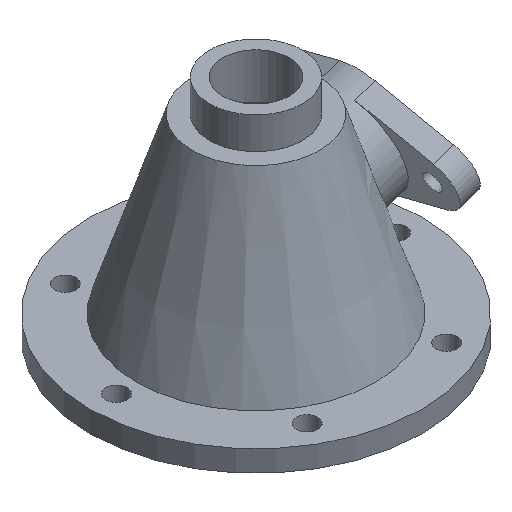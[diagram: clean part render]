
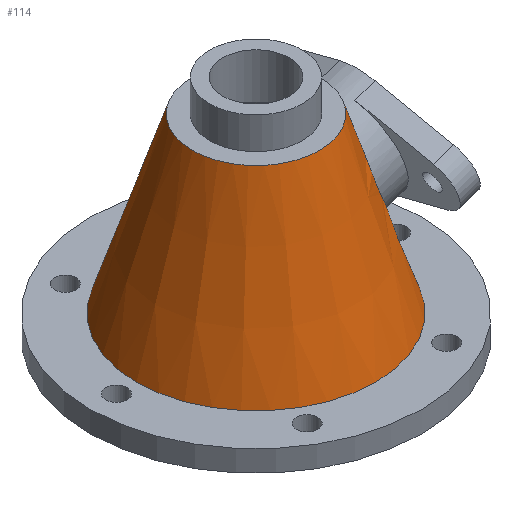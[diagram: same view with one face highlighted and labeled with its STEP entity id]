
A CAD part, isometric view. The second image highlights one B-rep face of the part: STEP entity #114.
In plain terms, the highlighted conical face has half-angle 17.987 degrees and reference radius 23.896 mm.
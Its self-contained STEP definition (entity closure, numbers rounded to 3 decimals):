
#114=ADVANCED_FACE('',(#187,#188,#189),#133,.T.);
#133=CONICAL_SURFACE('',#554,23.896,17.987);
#149=CIRCLE('',#552,23.896);
#150=CIRCLE('',#553,45.);
#187=FACE_BOUND('',#259,.T.);
#188=FACE_BOUND('',#260,.T.);
#189=FACE_BOUND('',#261,.T.);
#259=EDGE_LOOP('',(#369));
#260=EDGE_LOOP('',(#370));
#261=EDGE_LOOP('',(#371));
#369=ORIENTED_EDGE('',*,*,#498,.T.);
#370=ORIENTED_EDGE('',*,*,#499,.F.);
#371=ORIENTED_EDGE('',*,*,#489,.T.);
#437=VERTEX_POINT('',#853);
#443=VERTEX_POINT('',#875);
#444=VERTEX_POINT('',#877);
#489=EDGE_CURVE('',#437,#437,#521,.T.);
#498=EDGE_CURVE('',#443,#443,#149,.T.);
#499=EDGE_CURVE('',#444,#444,#150,.T.);
#521=B_SPLINE_CURVE_WITH_KNOTS('',3,(#819,#820,#821,#822,#823,#824,#825,
#826,#827,#828,#829,#830,#831,#832,#833,#834,#835,#836,#837,#838,#839,#840,
#841,#842,#843,#844,#845,#846,#847,#848,#849,#850,#851,#852),
 .UNSPECIFIED.,.T.,.F.,(2,2,2,2,2,2,2,2,2,2,2,2,2,2,2,2,2,2,2),(-0.063,
0.,0.062,0.125,0.188,0.25,0.313,0.375,0.438,0.5,0.563,
0.625,0.688,0.75,0.813,0.875,0.938,1.,1.063),.UNSPECIFIED.);
#552=AXIS2_PLACEMENT_3D('',#874,#664,#665);
#553=AXIS2_PLACEMENT_3D('',#876,#666,#667);
#554=AXIS2_PLACEMENT_3D('',#878,#668,#669);
#664=DIRECTION('',(0.,0.,-1.));
#665=DIRECTION('',(-1.,0.,0.));
#666=DIRECTION('',(0.,0.,-1.));
#667=DIRECTION('',(-1.,0.,0.));
#668=DIRECTION('',(0.,0.,-1.));
#669=DIRECTION('',(-1.,0.,0.));
#819=CARTESIAN_POINT('',(36.909,-9.825,29.184));
#820=CARTESIAN_POINT('',(34.64,-14.024,31.725));
#821=CARTESIAN_POINT('',(33.296,-15.752,33.293));
#822=CARTESIAN_POINT('',(30.49,-18.43,37.014));
#823=CARTESIAN_POINT('',(29.056,-19.345,39.136));
#824=CARTESIAN_POINT('',(26.604,-20.168,43.828));
#825=CARTESIAN_POINT('',(25.618,-20.049,46.407));
#826=CARTESIAN_POINT('',(24.53,-18.766,51.475));
#827=CARTESIAN_POINT('',(24.415,-17.609,53.977));
#828=CARTESIAN_POINT('',(24.695,-14.552,58.414));
#829=CARTESIAN_POINT('',(25.067,-12.664,60.353));
#830=CARTESIAN_POINT('',(25.786,-8.334,63.394));
#831=CARTESIAN_POINT('',(26.136,-5.846,64.509));
#832=CARTESIAN_POINT('',(26.451,-0.602,65.512));
#833=CARTESIAN_POINT('',(26.407,2.156,65.386));
#834=CARTESIAN_POINT('',(25.956,7.326,63.913));
#835=CARTESIAN_POINT('',(25.565,9.712,62.597));
#836=CARTESIAN_POINT('',(24.856,13.823,59.221));
#837=CARTESIAN_POINT('',(24.538,15.585,57.137));
#838=CARTESIAN_POINT('',(24.466,18.302,52.558));
#839=CARTESIAN_POINT('',(24.737,19.288,49.986));
#840=CARTESIAN_POINT('',(26.151,20.169,44.882));
#841=CARTESIAN_POINT('',(27.288,20.062,42.354));
#842=CARTESIAN_POINT('',(29.914,18.825,37.808));
#843=CARTESIAN_POINT('',(31.384,17.709,35.773));
#844=CARTESIAN_POINT('',(34.132,14.703,32.294));
#845=CARTESIAN_POINT('',(35.433,12.779,30.821));
#846=CARTESIAN_POINT('',(37.466,8.37,28.593));
#847=CARTESIAN_POINT('',(38.214,5.835,27.82));
#848=CARTESIAN_POINT('',(38.874,0.56,27.136));
#849=CARTESIAN_POINT('',(38.789,-2.182,27.221));
#850=CARTESIAN_POINT('',(37.794,-7.414,28.258));
#851=CARTESIAN_POINT('',(36.909,-9.825,29.184));
#852=CARTESIAN_POINT('',(34.64,-14.024,31.725));
#853=CARTESIAN_POINT('',(35.775,-11.925,30.454));
#874=CARTESIAN_POINT('',(0.,0.,73.));
#875=CARTESIAN_POINT('',(-23.896,0.,73.));
#876=CARTESIAN_POINT('',(0.,0.,8.));
#877=CARTESIAN_POINT('',(-45.,0.,8.));
#878=CARTESIAN_POINT('',(0.,0.,73.));
